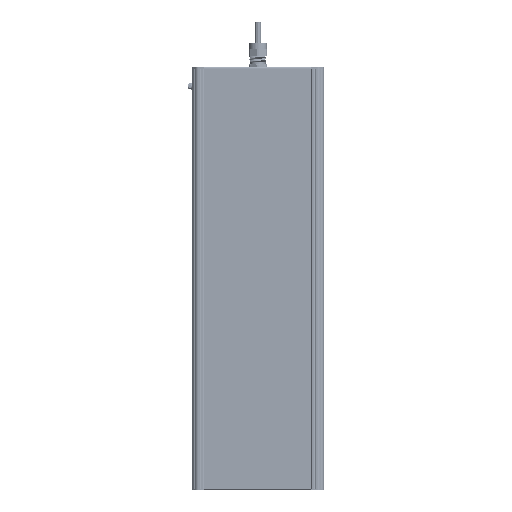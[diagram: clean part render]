
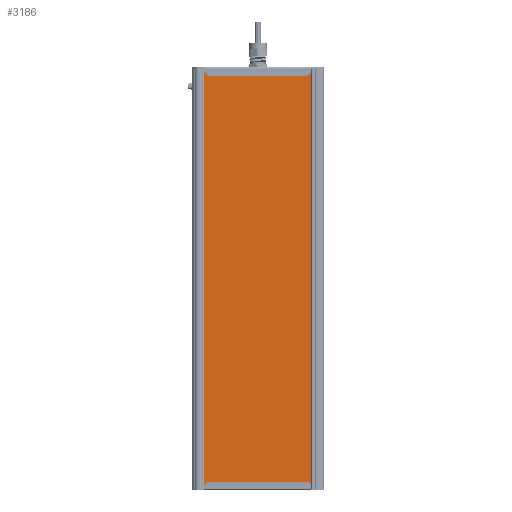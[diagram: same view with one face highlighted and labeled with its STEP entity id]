
A CAD part, front view. The second image highlights one B-rep face of the part: STEP entity #3186.
In plain terms, the highlighted face is planar.
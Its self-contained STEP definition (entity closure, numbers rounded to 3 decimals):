
#3186=ADVANCED_FACE('',(#7322),#7324,.T.);
#7322=FACE_BOUND('',#7323,.T.);
#7323=EDGE_LOOP('',(#35870,#35871,#35872,#35873));
#7324=PLANE('',#7325);
#7325=AXIS2_PLACEMENT_3D('',#7326,#7327,#7328);
#7326=CARTESIAN_POINT('',(2111.497,401.002,-34.582));
#7327=DIRECTION('',(0.,0.,-1.));
#7328=DIRECTION('',(0.,1.,0.));
#35870=ORIENTED_EDGE('',*,*,#40320,.F.);
#35871=ORIENTED_EDGE('',*,*,#40319,.T.);
#35872=ORIENTED_EDGE('',*,*,#40321,.F.);
#35873=ORIENTED_EDGE('',*,*,#40311,.F.);
#40311=EDGE_CURVE('',#43973,#43976,#43977,.T.);
#40319=EDGE_CURVE('',#43986,#43988,#43990,.T.);
#40320=EDGE_CURVE('',#43986,#43973,#43991,.T.);
#40321=EDGE_CURVE('',#43976,#43988,#43992,.T.);
#43973=VERTEX_POINT('',#51985);
#43976=VERTEX_POINT('',#51990);
#43977=LINE('',#51991,#51992);
#43986=VERTEX_POINT('',#52012);
#43988=VERTEX_POINT('',#52016);
#43990=LINE('',#52020,#52021);
#43991=LINE('',#52023,#52024);
#43992=LINE('',#52026,#52027);
#51985=CARTESIAN_POINT('',(2111.497,401.002,-34.582));
#51990=CARTESIAN_POINT('',(2707.497,401.002,-34.582));
#51991=CARTESIAN_POINT('',(2111.497,401.002,-34.582));
#51992=VECTOR('',#51993,1.);
#51993=DIRECTION('',(1.,0.,0.));
#52012=CARTESIAN_POINT('',(2111.497,565.13,-34.582));
#52016=CARTESIAN_POINT('',(2707.497,565.13,-34.582));
#52020=CARTESIAN_POINT('',(2111.497,565.13,-34.582));
#52021=VECTOR('',#52022,1.);
#52022=DIRECTION('',(1.,0.,0.));
#52023=CARTESIAN_POINT('',(2111.497,565.13,-34.582));
#52024=VECTOR('',#52025,1.);
#52025=DIRECTION('',(0.,-1.,0.));
#52026=CARTESIAN_POINT('',(2707.497,401.002,-34.582));
#52027=VECTOR('',#52028,1.);
#52028=DIRECTION('',(0.,1.,0.));
